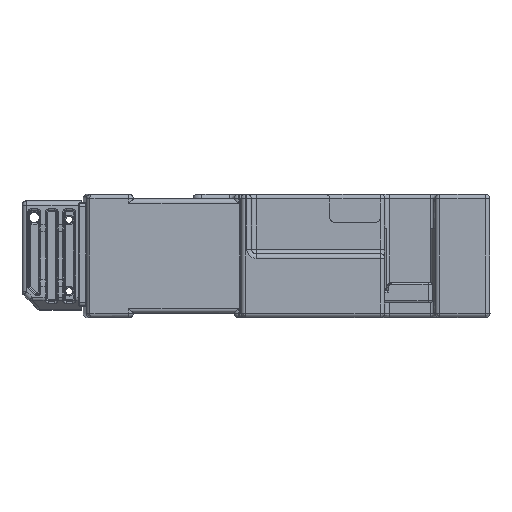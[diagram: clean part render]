
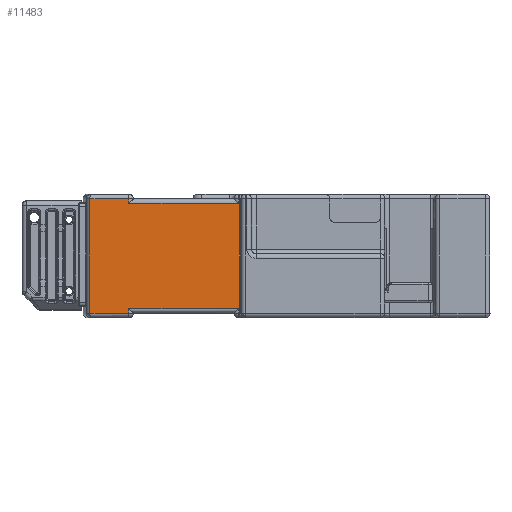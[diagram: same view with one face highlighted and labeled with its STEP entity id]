
A CAD part, left-side view. The second image highlights one B-rep face of the part: STEP entity #11483.
In plain terms, the highlighted planar face has unit normal (-1, 0, 0).
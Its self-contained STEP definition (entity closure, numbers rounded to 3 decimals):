
#595 = EDGE_CURVE ( 'NONE', #48166, #83420, #27585, .T. ) ;
#797 = CARTESIAN_POINT ( 'NONE',  ( -163., 31.8, -12.6 ) ) ;
#1391 = LINE ( 'NONE', #3037, #38929 ) ;
#3037 = CARTESIAN_POINT ( 'NONE',  ( -163., 31.8, -11.6 ) ) ;
#3431 = ORIENTED_EDGE ( 'NONE', *, *, #81851, .F. ) ;
#3442 = DIRECTION ( 'NONE',  ( 0., 0., 1. ) ) ;
#4894 = DIRECTION ( 'NONE',  ( 0., -1., 0. ) ) ;
#7265 = CARTESIAN_POINT ( 'NONE',  ( -163., 56., 11.4 ) ) ;
#7635 = VERTEX_POINT ( 'NONE', #18412 ) ;
#7870 = CARTESIAN_POINT ( 'NONE',  ( -163., 32., 12.4 ) ) ;
#10039 = CARTESIAN_POINT ( 'NONE',  ( -163., 56., -12.6 ) ) ;
#10547 = DIRECTION ( 'NONE',  ( 0., -1., 0. ) ) ;
#10897 = EDGE_CURVE ( 'NONE', #61583, #69059, #23237, .T. ) ;
#11483 = ADVANCED_FACE ( 'NONE', ( #47720 ), #94578, .T. ) ;
#14426 = VECTOR ( 'NONE', #74530, 1000. ) ;
#14834 = VECTOR ( 'NONE', #29098, 1000. ) ;
#15007 = DIRECTION ( 'NONE',  ( 0., 0., 1. ) ) ;
#16611 = EDGE_CURVE ( 'NONE', #38608, #16889, #82370, .T. ) ;
#16889 = VERTEX_POINT ( 'NONE', #24351 ) ;
#17212 = EDGE_CURVE ( 'NONE', #54231, #48166, #84604, .T. ) ;
#18412 = CARTESIAN_POINT ( 'NONE',  ( -163., 56., -11.6 ) ) ;
#19069 = ORIENTED_EDGE ( 'NONE', *, *, #55793, .T. ) ;
#22065 = ORIENTED_EDGE ( 'NONE', *, *, #52049, .F. ) ;
#22595 = VECTOR ( 'NONE', #25681, 1000. ) ;
#23237 = LINE ( 'NONE', #60075, #40808 ) ;
#24351 = CARTESIAN_POINT ( 'NONE',  ( -163., 32., -12.6 ) ) ;
#25681 = DIRECTION ( 'NONE',  ( 0., 0., -1. ) ) ;
#26038 = CARTESIAN_POINT ( 'NONE',  ( -163., 31.8, 12.4 ) ) ;
#27585 = LINE ( 'NONE', #73188, #84978 ) ;
#27717 = VECTOR ( 'NONE', #84618, 1000. ) ;
#29098 = DIRECTION ( 'NONE',  ( 0., 0., -1. ) ) ;
#30920 = ORIENTED_EDGE ( 'NONE', *, *, #17212, .T. ) ;
#33455 = VERTEX_POINT ( 'NONE', #26038 ) ;
#35580 = DIRECTION ( 'NONE',  ( 0., 0., -1. ) ) ;
#36023 = DIRECTION ( 'NONE',  ( 0., 1., 0. ) ) ;
#36760 = CARTESIAN_POINT ( 'NONE',  ( -163., 31.8, 12.4 ) ) ;
#37184 = LINE ( 'NONE', #89645, #14834 ) ;
#37357 = CARTESIAN_POINT ( 'NONE',  ( -163., 56., -11.6 ) ) ;
#38539 = VERTEX_POINT ( 'NONE', #92028 ) ;
#38608 = VERTEX_POINT ( 'NONE', #55971 ) ;
#38831 = ORIENTED_EDGE ( 'NONE', *, *, #10897, .T. ) ;
#38929 = VECTOR ( 'NONE', #10547, 1000. ) ;
#39369 = CARTESIAN_POINT ( 'NONE',  ( -163., 32., 11.4 ) ) ;
#40096 = CARTESIAN_POINT ( 'NONE',  ( -163., 31.8, 12.4 ) ) ;
#40808 = VECTOR ( 'NONE', #67634, 1000. ) ;
#41662 = ORIENTED_EDGE ( 'NONE', *, *, #67798, .T. ) ;
#41989 = CARTESIAN_POINT ( 'NONE',  ( -163., 64.5, 12.4 ) ) ;
#42946 = ORIENTED_EDGE ( 'NONE', *, *, #93908, .F. ) ;
#44679 = CARTESIAN_POINT ( 'NONE',  ( -163., 56., 12.4 ) ) ;
#46859 = DIRECTION ( 'NONE',  ( 0., 0., -1. ) ) ;
#47720 = FACE_OUTER_BOUND ( 'NONE', #71478, .T. ) ;
#48166 = VERTEX_POINT ( 'NONE', #41989 ) ;
#49742 = DIRECTION ( 'NONE',  ( -1., 0., 0. ) ) ;
#52049 = EDGE_CURVE ( 'NONE', #38539, #16889, #89404, .T. ) ;
#52707 = EDGE_CURVE ( 'NONE', #69059, #54231, #69435, .T. ) ;
#54231 = VERTEX_POINT ( 'NONE', #44679 ) ;
#54773 = AXIS2_PLACEMENT_3D ( 'NONE', #64511, #49742, #4894 ) ;
#55793 = EDGE_CURVE ( 'NONE', #33455, #56149, #89795, .T. ) ;
#55971 = CARTESIAN_POINT ( 'NONE',  ( -163., 32., -11.6 ) ) ;
#56149 = VERTEX_POINT ( 'NONE', #7870 ) ;
#56912 = CARTESIAN_POINT ( 'NONE',  ( -163., 32., 11.4 ) ) ;
#57595 = CARTESIAN_POINT ( 'NONE',  ( -163., 31.8, -12.6 ) ) ;
#60075 = CARTESIAN_POINT ( 'NONE',  ( -163., 31.8, 11.4 ) ) ;
#61583 = VERTEX_POINT ( 'NONE', #56912 ) ;
#61911 = ORIENTED_EDGE ( 'NONE', *, *, #595, .T. ) ;
#64511 = CARTESIAN_POINT ( 'NONE',  ( -163., 31.8, -13.6 ) ) ;
#67634 = DIRECTION ( 'NONE',  ( 0., 1., 0. ) ) ;
#67663 = VECTOR ( 'NONE', #46859, 1000. ) ;
#67798 = EDGE_CURVE ( 'NONE', #56149, #61583, #87553, .T. ) ;
#69059 = VERTEX_POINT ( 'NONE', #7265 ) ;
#69435 = LINE ( 'NONE', #93154, #84619 ) ;
#70442 = ORIENTED_EDGE ( 'NONE', *, *, #78116, .T. ) ;
#70775 = ORIENTED_EDGE ( 'NONE', *, *, #16611, .T. ) ;
#71478 = EDGE_LOOP ( 'NONE', ( #19069, #41662, #38831, #94908, #30920, #61911, #42946, #70442, #78870, #70775, #22065, #3431 ) ) ;
#71871 = VECTOR ( 'NONE', #36023, 1000. ) ;
#73188 = CARTESIAN_POINT ( 'NONE',  ( -163., 64.5, -13.6 ) ) ;
#73473 = EDGE_CURVE ( 'NONE', #7635, #38608, #1391, .T. ) ;
#73967 = VECTOR ( 'NONE', #15007, 1000. ) ;
#74043 = DIRECTION ( 'NONE',  ( 0., 1., 0. ) ) ;
#74530 = DIRECTION ( 'NONE',  ( 0., 1., 0. ) ) ;
#76348 = LINE ( 'NONE', #37357, #73967 ) ;
#78116 = EDGE_CURVE ( 'NONE', #91566, #7635, #76348, .T. ) ;
#78809 = CARTESIAN_POINT ( 'NONE',  ( -163., 64.5, -12.6 ) ) ;
#78870 = ORIENTED_EDGE ( 'NONE', *, *, #73473, .T. ) ;
#81851 = EDGE_CURVE ( 'NONE', #33455, #38539, #37184, .T. ) ;
#82282 = VECTOR ( 'NONE', #74043, 1000. ) ;
#82370 = LINE ( 'NONE', #85587, #22595 ) ;
#83420 = VERTEX_POINT ( 'NONE', #78809 ) ;
#84604 = LINE ( 'NONE', #36760, #82282 ) ;
#84618 = DIRECTION ( 'NONE',  ( 0., 1., 0. ) ) ;
#84619 = VECTOR ( 'NONE', #3442, 1000. ) ;
#84978 = VECTOR ( 'NONE', #35580, 1000. ) ;
#85587 = CARTESIAN_POINT ( 'NONE',  ( -163., 32., -12.6 ) ) ;
#87553 = LINE ( 'NONE', #39369, #67663 ) ;
#89404 = LINE ( 'NONE', #57595, #71871 ) ;
#89440 = LINE ( 'NONE', #797, #14426 ) ;
#89645 = CARTESIAN_POINT ( 'NONE',  ( -163., 31.8, -0.1 ) ) ;
#89795 = LINE ( 'NONE', #40096, #27717 ) ;
#91566 = VERTEX_POINT ( 'NONE', #10039 ) ;
#92028 = CARTESIAN_POINT ( 'NONE',  ( -163., 31.8, -12.6 ) ) ;
#93154 = CARTESIAN_POINT ( 'NONE',  ( -163., 56., 12.4 ) ) ;
#93908 = EDGE_CURVE ( 'NONE', #91566, #83420, #89440, .T. ) ;
#94578 = PLANE ( 'NONE',  #54773 ) ;
#94908 = ORIENTED_EDGE ( 'NONE', *, *, #52707, .T. ) ;
